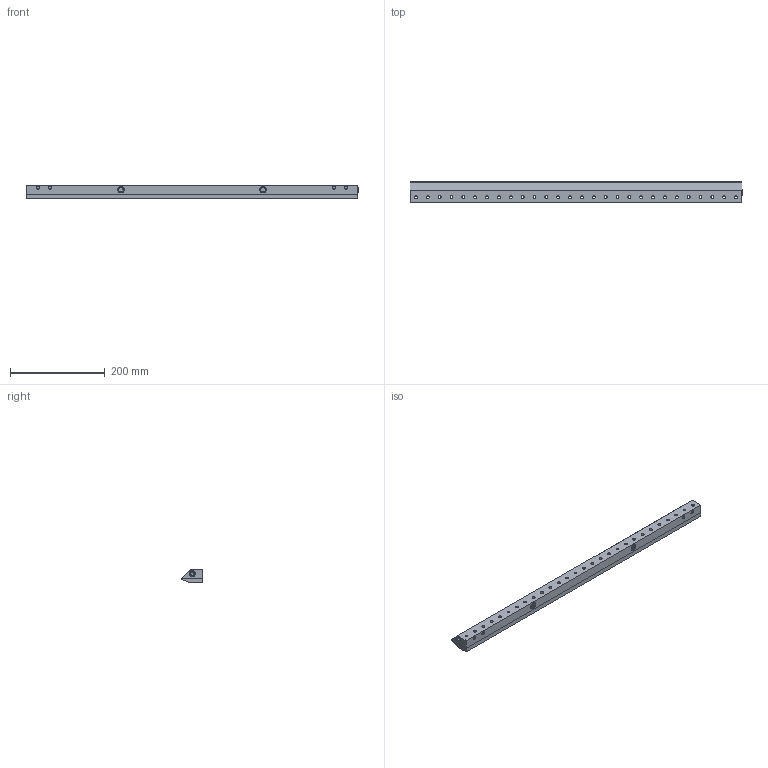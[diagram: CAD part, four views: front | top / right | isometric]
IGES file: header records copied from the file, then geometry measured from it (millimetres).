
Start section: SolidWorks IGES file using analytic representation for surfaces
Global section: file name: 10000X-700.IGS; native system: SolidWorks 2020; preprocessor: SolidWorks 2020; author: andres; date: 240611.041741; units: millimetre
Bounding box: 700 x 44.45 x 29.04 mm (x, y, z)
Surface area: 176318.1 mm2 (no closed solid volume)
Topology: 0 solids, 0 shells, 500 faces, 11669 edges, 11667 vertices
Faces by surface type: revolution 354, bspline 146
